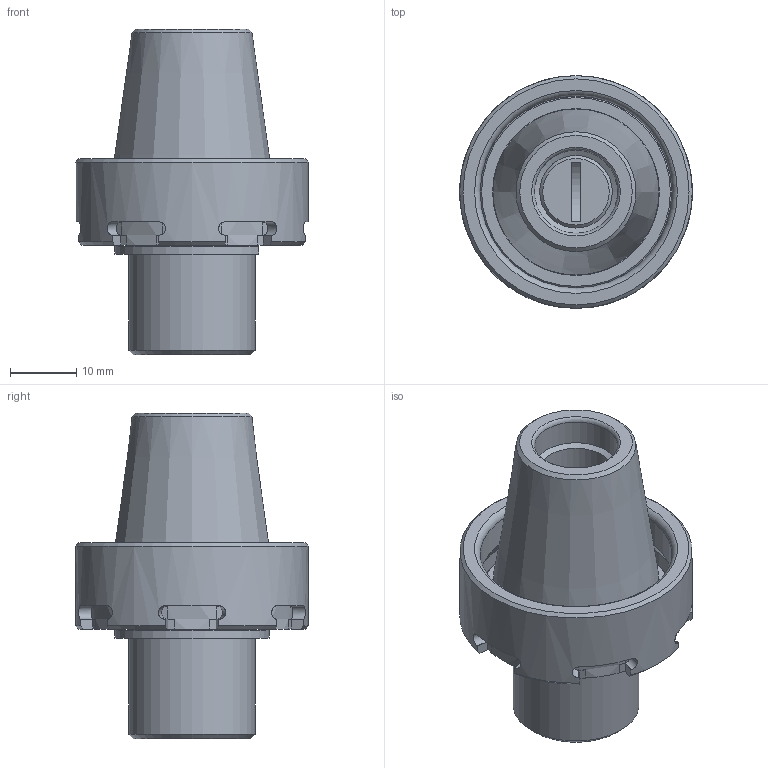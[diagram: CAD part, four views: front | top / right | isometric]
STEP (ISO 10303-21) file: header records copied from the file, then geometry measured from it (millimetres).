
FILE_DESCRIPTION(/* description */ (''),/* implementation_level */ '2;1');
FILE_NAME(/* name */ '716425160.stp',/* time_stamp */ '2021-01-27T12:44:35',/* author */ ('LRA'),/* organization */ ('REGO-FIX'),/* preprocessor_version */ ' Unknown',/* originating_system */ 'SIEMENS PLM Software Solid Edge ST10',/* authorization */ 'Unknown');
FILE_SCHEMA (('AUTOMOTIVE_DESIGN { 1 0 10303 214 2 1 1}'));
Length unit declared in the file: millimetre
Products named in the file (1): NOCUT
Bounding box: 35 x 35 x 49 mm (x, y, z)
Volume: 16621.5 mm3; surface area: 9525.2 mm2
Topology: 1 solids, 1 shells, 135 faces, 321 edges, 200 vertices
Faces by surface type: plane 73, cylinder 35, cone 21, torus 6
Full cylindrical faces by diameter (mm): 10 x1, 10.5 x1, 10.917 x2, 12.5 x1, 17.9 x1, 19 x2, 19.4 x1, 24.3 x1, 28.8 x1, 28.917 x1, 30.4 x1, 35 x1
Entity records: 4664 total; most frequent: CARTESIAN_POINT 681, DIRECTION 662, ORIENTED_EDGE 556, EDGE_CURVE 278, AXIS2_PLACEMENT_3D 257, VERTEX_POINT 192, EDGE_LOOP 182, FACE_BOUND 182
